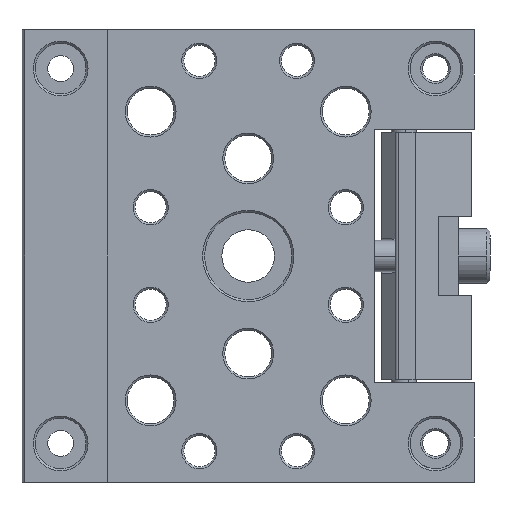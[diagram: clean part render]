
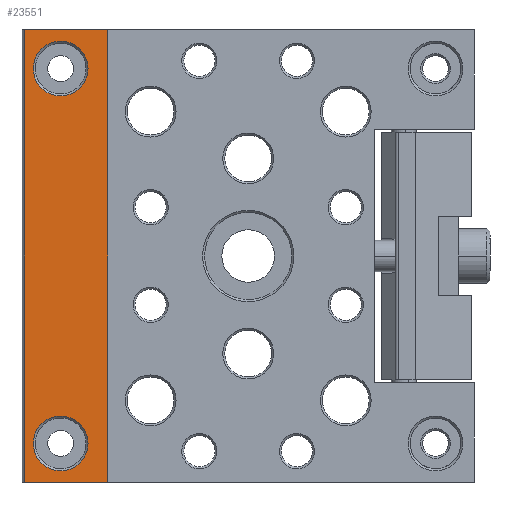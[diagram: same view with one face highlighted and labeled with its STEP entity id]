
A CAD part, front view. The second image highlights one B-rep face of the part: STEP entity #23551.
In plain terms, the highlighted planar face has unit normal (0, -1, 0).
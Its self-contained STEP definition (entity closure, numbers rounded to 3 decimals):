
#51 = EDGE_CURVE ( 'NONE', #16530, #14144, #26231, .T. ) ;
#123 = VERTEX_POINT ( 'NONE', #14942 ) ;
#344 = VERTEX_POINT ( 'NONE', #19384 ) ;
#411 = AXIS2_PLACEMENT_3D ( 'NONE', #15712, #17852, #15624 ) ;
#562 = PLANE ( 'NONE',  #10966 ) ;
#568 = EDGE_CURVE ( 'NONE', #23794, #123, #12867, .T. ) ;
#864 = EDGE_CURVE ( 'NONE', #14144, #16530, #21506, .T. ) ;
#874 = ORIENTED_EDGE ( 'NONE', *, *, #12999, .T. ) ;
#1042 = LINE ( 'NONE', #10951, #22524 ) ;
#1528 = DIRECTION ( 'NONE',  ( 1., 0., 0. ) ) ;
#1608 = LINE ( 'NONE', #25312, #6693 ) ;
#1996 = FACE_OUTER_BOUND ( 'NONE', #26583, .T. ) ;
#3104 = LINE ( 'NONE', #23230, #13822 ) ;
#3385 = VECTOR ( 'NONE', #1528, 1000. ) ;
#4084 = ORIENTED_EDGE ( 'NONE', *, *, #7801, .T. ) ;
#4660 = AXIS2_PLACEMENT_3D ( 'NONE', #20493, #13977, #27538 ) ;
#4807 = CARTESIAN_POINT ( 'NONE',  ( -28.575, -5.588, 28.956 ) ) ;
#5025 = CARTESIAN_POINT ( 'NONE',  ( -28.956, -5.588, 28.956 ) ) ;
#5975 = CIRCLE ( 'NONE', #11633, 3.505 ) ;
#6693 = VECTOR ( 'NONE', #16915, 1000. ) ;
#6926 = ORIENTED_EDGE ( 'NONE', *, *, #51, .T. ) ;
#7203 = DIRECTION ( 'NONE',  ( 0., 0., 1. ) ) ;
#7344 = ORIENTED_EDGE ( 'NONE', *, *, #26183, .T. ) ;
#7422 = CARTESIAN_POINT ( 'NONE',  ( -24.003, -5.588, 24.003 ) ) ;
#7801 = EDGE_CURVE ( 'NONE', #15738, #344, #1608, .T. ) ;
#8699 = VERTEX_POINT ( 'NONE', #10453 ) ;
#9278 = CARTESIAN_POINT ( 'NONE',  ( -24.003, -5.588, -27.508 ) ) ;
#9529 = DIRECTION ( 'NONE',  ( 0., 0., 1. ) ) ;
#9738 = LINE ( 'NONE', #18678, #3385 ) ;
#10367 = EDGE_CURVE ( 'NONE', #15738, #8699, #9738, .T. ) ;
#10440 = DIRECTION ( 'NONE',  ( -1., 0., 0. ) ) ;
#10453 = CARTESIAN_POINT ( 'NONE',  ( -17.958, -5.588, 28.956 ) ) ;
#10921 = AXIS2_PLACEMENT_3D ( 'NONE', #15758, #12903, #15319 ) ;
#10951 = CARTESIAN_POINT ( 'NONE',  ( -17.958, -5.588, -28.956 ) ) ;
#10966 = AXIS2_PLACEMENT_3D ( 'NONE', #5025, #19975, #7203 ) ;
#11109 = VERTEX_POINT ( 'NONE', #23177 ) ;
#11358 = EDGE_LOOP ( 'NONE', ( #26073, #874 ) ) ;
#11633 = AXIS2_PLACEMENT_3D ( 'NONE', #7422, #22369, #9529 ) ;
#11877 = ORIENTED_EDGE ( 'NONE', *, *, #20560, .F. ) ;
#12775 = FACE_BOUND ( 'NONE', #11358, .T. ) ;
#12867 = CIRCLE ( 'NONE', #4660, 3.505 ) ;
#12903 = DIRECTION ( 'NONE',  ( 0., 1., 0. ) ) ;
#12999 = EDGE_CURVE ( 'NONE', #123, #23794, #5975, .T. ) ;
#13822 = VECTOR ( 'NONE', #10440, 1000. ) ;
#13977 = DIRECTION ( 'NONE',  ( 0., 1., 0. ) ) ;
#14144 = VERTEX_POINT ( 'NONE', #9278 ) ;
#14942 = CARTESIAN_POINT ( 'NONE',  ( -24.003, -5.588, 27.508 ) ) ;
#15319 = DIRECTION ( 'NONE',  ( 0., 0., 1. ) ) ;
#15624 = DIRECTION ( 'NONE',  ( 0., 0., 1. ) ) ;
#15712 = CARTESIAN_POINT ( 'NONE',  ( -24.003, -5.588, -24.003 ) ) ;
#15738 = VERTEX_POINT ( 'NONE', #4807 ) ;
#15758 = CARTESIAN_POINT ( 'NONE',  ( -24.003, -5.588, -24.003 ) ) ;
#16530 = VERTEX_POINT ( 'NONE', #27708 ) ;
#16580 = ORIENTED_EDGE ( 'NONE', *, *, #864, .T. ) ;
#16915 = DIRECTION ( 'NONE',  ( 0., 0., -1. ) ) ;
#17852 = DIRECTION ( 'NONE',  ( 0., 1., 0. ) ) ;
#18678 = CARTESIAN_POINT ( 'NONE',  ( -28.956, -5.588, 28.956 ) ) ;
#19384 = CARTESIAN_POINT ( 'NONE',  ( -28.575, -5.588, -28.956 ) ) ;
#19975 = DIRECTION ( 'NONE',  ( 0., 1., 0. ) ) ;
#20493 = CARTESIAN_POINT ( 'NONE',  ( -24.003, -5.588, 24.003 ) ) ;
#20560 = EDGE_CURVE ( 'NONE', #11109, #344, #3104, .T. ) ;
#21506 = CIRCLE ( 'NONE', #411, 3.505 ) ;
#22369 = DIRECTION ( 'NONE',  ( 0., 1., 0. ) ) ;
#22524 = VECTOR ( 'NONE', #25886, 1000. ) ;
#23177 = CARTESIAN_POINT ( 'NONE',  ( -17.958, -5.588, -28.956 ) ) ;
#23230 = CARTESIAN_POINT ( 'NONE',  ( -28.956, -5.588, -28.956 ) ) ;
#23551 = ADVANCED_FACE ( 'NONE', ( #24082, #12775, #1996 ), #562, .F. ) ;
#23794 = VERTEX_POINT ( 'NONE', #25375 ) ;
#24082 = FACE_BOUND ( 'NONE', #27760, .T. ) ;
#24756 = ORIENTED_EDGE ( 'NONE', *, *, #10367, .F. ) ;
#25312 = CARTESIAN_POINT ( 'NONE',  ( -28.575, -5.588, 28.956 ) ) ;
#25375 = CARTESIAN_POINT ( 'NONE',  ( -24.003, -5.588, 20.498 ) ) ;
#25886 = DIRECTION ( 'NONE',  ( 0., 0., 1. ) ) ;
#26073 = ORIENTED_EDGE ( 'NONE', *, *, #568, .T. ) ;
#26183 = EDGE_CURVE ( 'NONE', #11109, #8699, #1042, .T. ) ;
#26231 = CIRCLE ( 'NONE', #10921, 3.505 ) ;
#26583 = EDGE_LOOP ( 'NONE', ( #24756, #4084, #11877, #7344 ) ) ;
#27538 = DIRECTION ( 'NONE',  ( 0., 0., 1. ) ) ;
#27708 = CARTESIAN_POINT ( 'NONE',  ( -24.003, -5.588, -20.498 ) ) ;
#27760 = EDGE_LOOP ( 'NONE', ( #16580, #6926 ) ) ;
